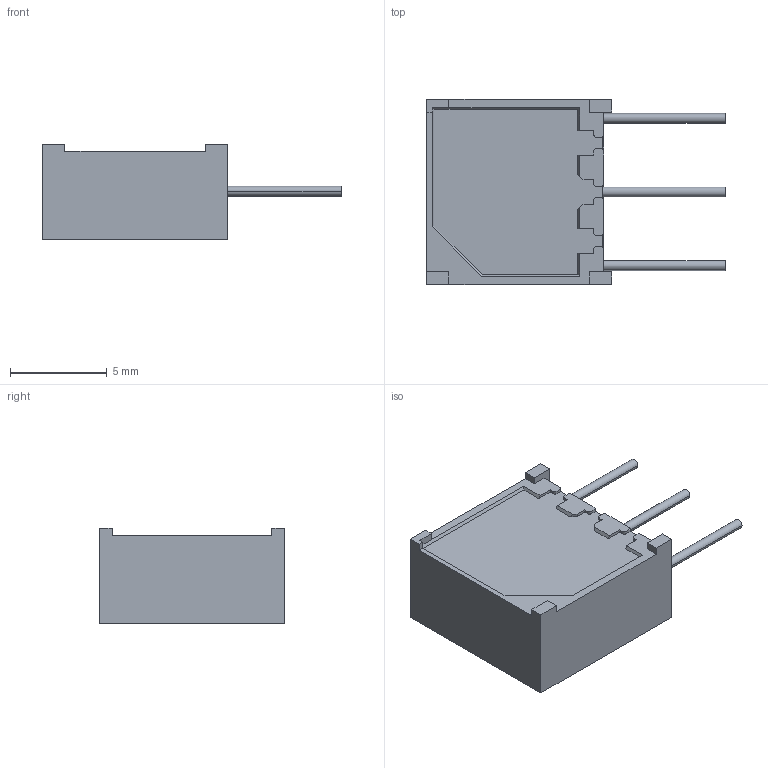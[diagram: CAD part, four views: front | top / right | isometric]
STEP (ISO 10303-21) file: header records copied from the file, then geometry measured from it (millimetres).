
FILE_DESCRIPTION((''),'2;1');
FILE_NAME('33756-71100','2012-11-01T',('stevec'),('Bourns, Inc.'),'PRO/ENGINEER BY PARAMETRIC TECHNOLOGY CORPORATION, 2012230','PRO/ENGINEER BY PARAMETRIC TECHNOLOGY CORPORATION, 2012230','');
FILE_SCHEMA(('CONFIG_CONTROL_DESIGN'));
Length unit declared in the file: inch
Products named in the file (1): 33756-71100
Bounding box: 15.44 x 9.58 x 4.95 mm (x, y, z)
Volume: 372.9 mm3; surface area: 600.6 mm2
Topology: 1 solids, 2 shells, 186 faces, 494 edges, 322 vertices
Faces by surface type: plane 128, cylinder 42, cone 12, torus 4
Entity records: 5832 total; most frequent: CARTESIAN_POINT 1072, ORIENTED_EDGE 988, DIRECTION 978, EDGE_CURVE 494, VECTOR 362, LINE 362, VERTEX_POINT 322, AXIS2_PLACEMENT_3D 308
